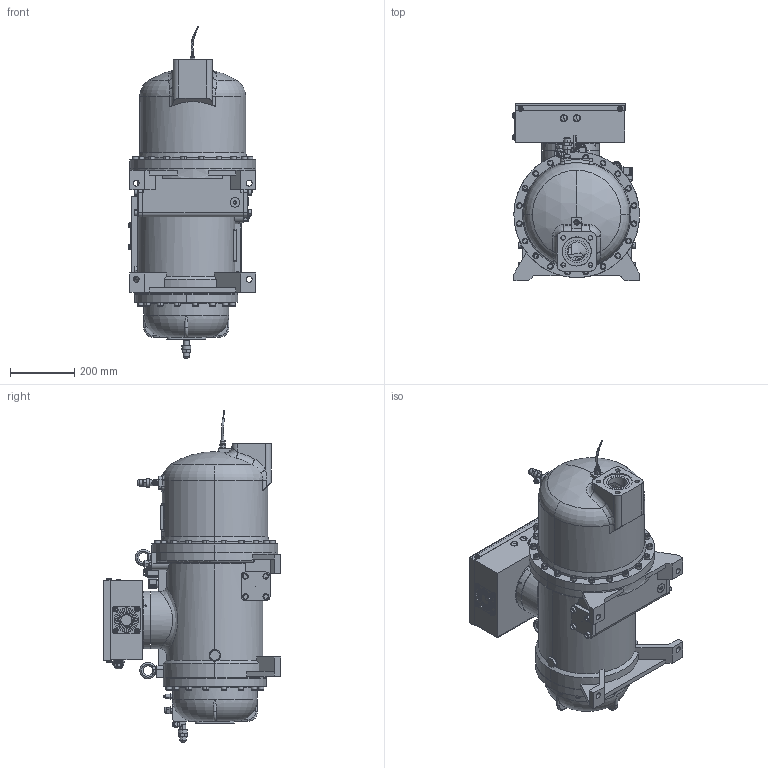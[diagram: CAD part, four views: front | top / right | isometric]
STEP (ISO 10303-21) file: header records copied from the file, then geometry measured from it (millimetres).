
FILE_DESCRIPTION (( 'STEP AP203' ), '1' );
FILE_NAME ('RC2-100(140)AF&BF outline.STEP', '2015-12-09T09:40:54', ( 'jameswang' ), ( '' ), 'SwSTEP 2.0', 'SolidWorks 2013', '' );
FILE_SCHEMA (( 'CONFIG_CONTROL_DESIGN' ));
Products named in the file (1): RC2-100(140)AF&BF outline
Bounding box: 396.6 x 552.6 x 1034.94 mm (x, y, z)
Surface area: 2329724.2 mm2 (no closed solid volume)
Topology: 0 solids, 186 shells, 2140 faces, 7508 edges, 5424 vertices
Faces by surface type: plane 1070, cylinder 650, torus 257, cone 89, bspline 58, sphere 16
Entity records: 89849 total; most frequent: CARTESIAN_POINT 25223, DIRECTION 14206, ORIENTED_EDGE 11449, EDGE_CURVE 7483, VERTEX_POINT 5416, AXIS2_PLACEMENT_3D 5307, LINE 3592, VECTOR 3592
